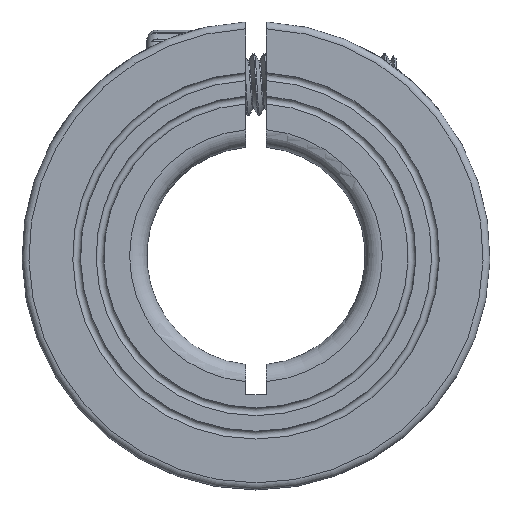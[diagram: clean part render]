
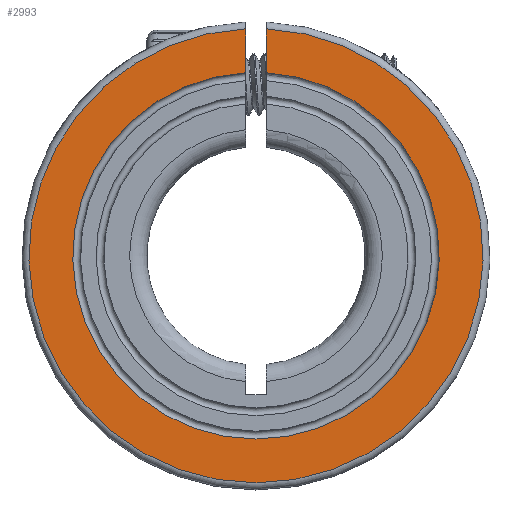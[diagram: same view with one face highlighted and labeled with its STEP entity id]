
A CAD part, top view. The second image highlights one B-rep face of the part: STEP entity #2993.
In plain terms, the highlighted planar face has unit normal (0, 0, 1).
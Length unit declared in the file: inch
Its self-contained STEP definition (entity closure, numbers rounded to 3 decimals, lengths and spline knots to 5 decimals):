
#75=PLANE('',#3211);
#107=CIRCLE('',#3212,0.4626);
#108=CIRCLE('',#3213,0.57323);
#203=FACE_OUTER_BOUND('',#381,.T.);
#381=EDGE_LOOP('',(#2077,#2078,#2079,#2080));
#801=LINE('',#4814,#947);
#813=LINE('',#5288,#959);
#947=VECTOR('',#3484,0.11077);
#959=VECTOR('',#3556,0.11077);
#1127=VERTEX_POINT('',#4811);
#1128=VERTEX_POINT('',#4813);
#1189=VERTEX_POINT('',#5276);
#1190=VERTEX_POINT('',#5287);
#1464=EDGE_CURVE('',#1128,#1127,#801,.T.);
#1538=EDGE_CURVE('',#1190,#1189,#813,.T.);
#1553=EDGE_CURVE('',#1190,#1127,#107,.T.);
#1554=EDGE_CURVE('',#1189,#1128,#108,.T.);
#2077=ORIENTED_EDGE('',*,*,#1553,.F.);
#2078=ORIENTED_EDGE('',*,*,#1538,.T.);
#2079=ORIENTED_EDGE('',*,*,#1554,.T.);
#2080=ORIENTED_EDGE('',*,*,#1464,.T.);
#2993=ADVANCED_FACE('',(#203),#75,.T.);
#3211=AXIS2_PLACEMENT_3D('',#5348,#3578,#3579);
#3212=AXIS2_PLACEMENT_3D('',#5349,#3580,#3581);
#3213=AXIS2_PLACEMENT_3D('',#5350,#3582,#3583);
#3484=DIRECTION('',(0.,-1.,0.));
#3556=DIRECTION('',(0.,1.,0.));
#3578=DIRECTION('center_axis',(0.,0.,1.));
#3579=DIRECTION('ref_axis',(1.,0.,0.));
#3580=DIRECTION('center_axis',(0.,0.,1.));
#3581=DIRECTION('ref_axis',(1.,0.,0.));
#3582=DIRECTION('center_axis',(0.,0.,1.));
#3583=DIRECTION('ref_axis',(1.,0.,0.));
#4811=CARTESIAN_POINT('',(0.02625,0.46185,0.21654));
#4813=CARTESIAN_POINT('',(0.02625,0.57263,0.21654));
#4814=CARTESIAN_POINT('',(0.02625,0.57263,0.21654));
#5276=CARTESIAN_POINT('',(-0.02625,0.57263,0.21654));
#5287=CARTESIAN_POINT('',(-0.02625,0.46185,0.21654));
#5288=CARTESIAN_POINT('',(-0.02625,0.46185,0.21654));
#5348=CARTESIAN_POINT('Origin',(0.,0.,0.21654));
#5349=CARTESIAN_POINT('Origin',(0.,0.,0.21654));
#5350=CARTESIAN_POINT('Origin',(0.,0.,0.21654));
